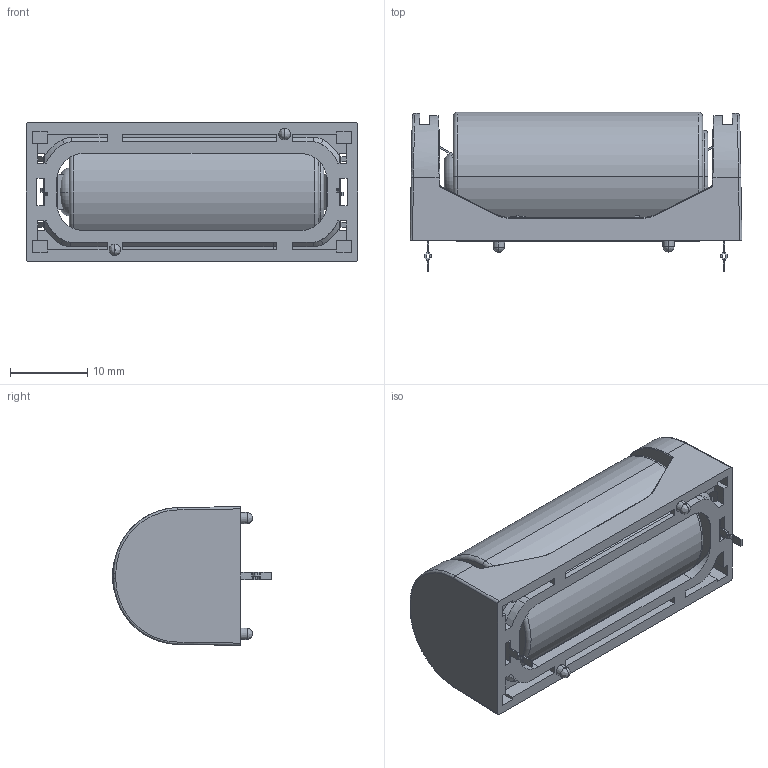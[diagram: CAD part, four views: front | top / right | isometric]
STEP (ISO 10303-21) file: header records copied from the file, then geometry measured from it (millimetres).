
FILE_DESCRIPTION((''),'2;1');
FILE_NAME('D1001414_ASM','2020-03-28T16:49:21',('davyv'),(''),'CREO PARAMETRIC BY PTC INC, 2018260','CREO PARAMETRIC BY PTC INC, 2018260','');
FILE_SCHEMA(('CONFIG_CONTROL_DESIGN'));
Length unit declared in the file: millimetre
Products named in the file (4): D1001415; D1001416; CR123A-BATTERY; D1001414_ASM
Assembly tree (4 placements, depth 2):
  D1001414_ASM
    D1001415
    D1001416  x2
    CR123A-BATTERY
Bounding box: 43 x 20.65 x 18 mm (x, y, z)
Volume: 9249.4 mm3; surface area: 6066.1 mm2
Topology: 4 solids, 4 shells, 662 faces, 1864 edges, 1216 vertices
Faces by surface type: plane 518, cylinder 84, bspline 40, cone 8, torus 8, extrusion 4
Entity records: 21678 total; most frequent: CARTESIAN_POINT 6677, ORIENTED_EDGE 3306, DIRECTION 2757, EDGE_CURVE 1653, VECTOR 1399, LINE 1395, VERTEX_POINT 1078, AXIS2_PLACEMENT_3D 679
